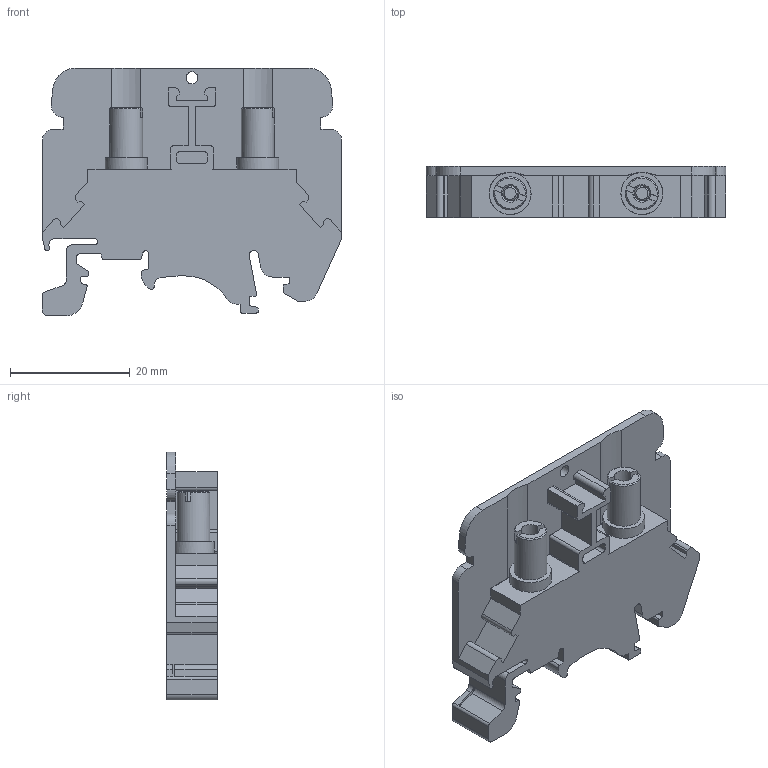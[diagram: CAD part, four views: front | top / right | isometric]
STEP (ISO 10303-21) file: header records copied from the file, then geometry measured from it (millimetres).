
FILE_DESCRIPTION(/* description */ ('Unknown'),/* implementation_level */ '2;1');
FILE_NAME(/* name */ 'KATM3_GY_3D',/* time_stamp */ '2019-09-30T10:53:56+05:00',/* author */ ('Unknown'),/* organization */ ('Unknown'),/* preprocessor_version */ 'ST-DEVELOPER v16.7',/* originating_system */ 'DEX',/* authorisation */ $);
FILE_SCHEMA (('AUTOMOTIVE_DESIGN {1 0 10303 214 3 1 1}'));
Length unit declared in the file: millimetre
Products named in the file (1): KATM3
Bounding box: 50 x 8.5 x 41.4 mm (x, y, z)
Volume: 8774.3 mm3; surface area: 6316.7 mm2
Topology: 1 solids, 8 shells, 247 faces, 690 edges, 460 vertices
Faces by surface type: plane 169, cylinder 68, cone 10
Full cylindrical faces by diameter (mm): 1.5 x4, 2 x1, 3 x4, 5.5 x2, 7 x2
Entity records: 9467 total; most frequent: CARTESIAN_POINT 1407, ORIENTED_EDGE 1306, DIRECTION 1301, EDGE_CURVE 653, LINE 477, VECTOR 477, VERTEX_POINT 442, AXIS2_PLACEMENT_3D 412
